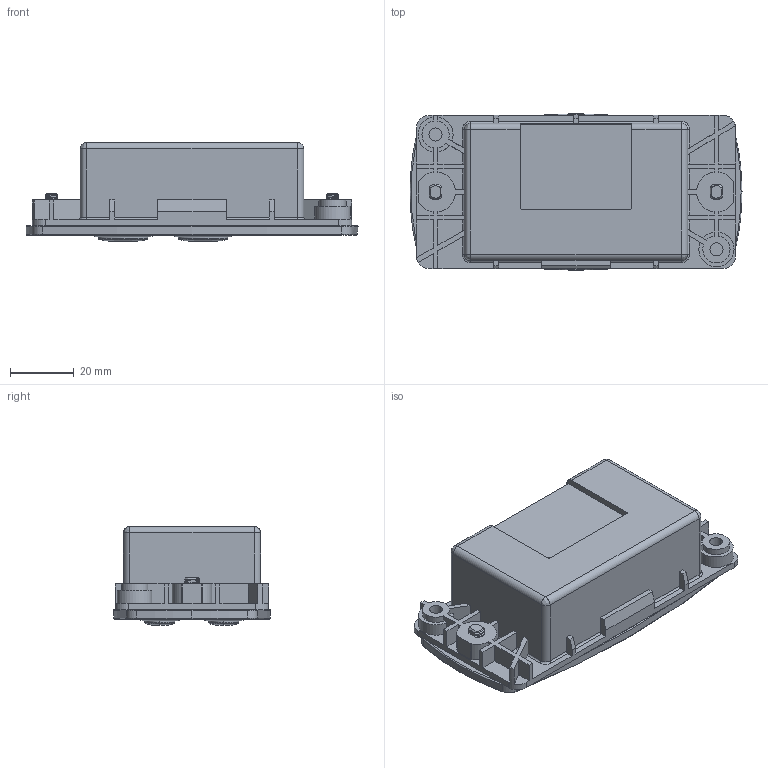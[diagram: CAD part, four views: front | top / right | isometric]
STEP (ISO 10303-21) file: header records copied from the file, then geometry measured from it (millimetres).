
FILE_DESCRIPTION (( 'STEP AP203' ), '1' );
FILE_NAME ('MP.STEP', '2017-10-17T12:04:40', ( 'admin' ), ( 'Hewlett-Packard Company' ), 'SwSTEP 2.0', 'SolidWorks 2016', '' );
FILE_SCHEMA (( 'CONFIG_CONTROL_DESIGN' ));
Length unit declared in the file: millimetre
Products named in the file (1): MP
Bounding box: 104 x 49.07 x 31 mm (x, y, z)
Volume: 97652.8 mm3; surface area: 30680.1 mm2
Topology: 2 solids, 2 shells, 621 faces, 1779 edges, 1177 vertices
Faces by surface type: plane 344, cylinder 163, bspline 89, torus 18, cone 7
Entity records: 32991 total; most frequent: CARTESIAN_POINT 17843, ORIENTED_EDGE 3534, DIRECTION 2688, EDGE_CURVE 1767, VERTEX_POINT 1177, VECTOR 1022, LINE 1022, AXIS2_PLACEMENT_3D 833
